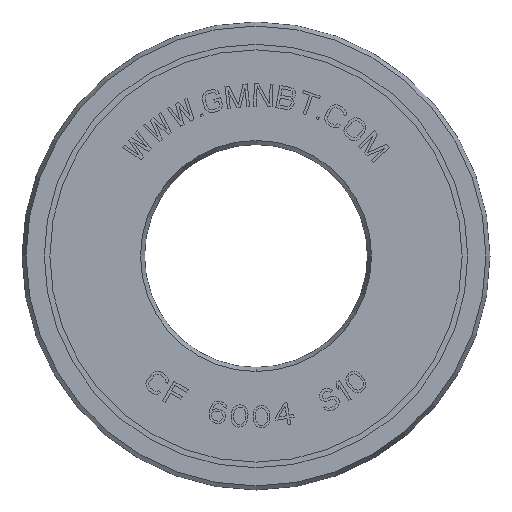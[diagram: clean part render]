
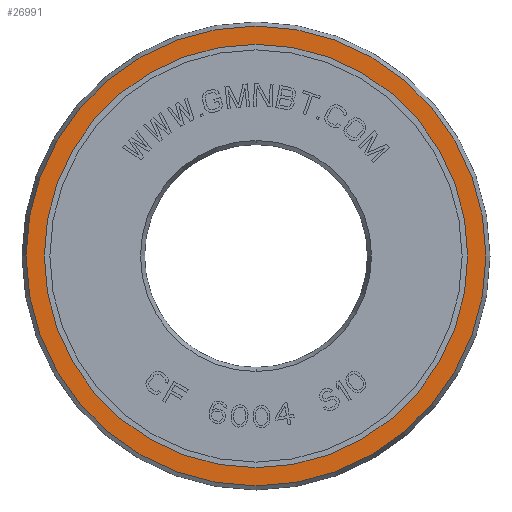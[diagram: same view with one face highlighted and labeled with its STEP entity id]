
A CAD part, front view. The second image highlights one B-rep face of the part: STEP entity #26991.
In plain terms, the highlighted planar face has unit normal (0, -1, 0).
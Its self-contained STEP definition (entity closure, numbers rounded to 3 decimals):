
#26510=CARTESIAN_POINT('',(0.,-3.,0.));
#26511=DIRECTION('',(0.,1.,0.));
#26512=DIRECTION('',(0.,0.,-1.));
#26513=AXIS2_PLACEMENT_3D('',#26510,#26511,#26512);
#26518=CARTESIAN_POINT('',(0.,-3.,0.));
#26519=DIRECTION('',(0.,-1.,0.));
#26520=DIRECTION('',(0.,0.,-1.));
#26521=AXIS2_PLACEMENT_3D('',#26518,#26519,#26520);
#26526=CARTESIAN_POINT('',(0.,-3.,0.));
#26527=DIRECTION('',(0.,-1.,0.));
#26528=DIRECTION('',(0.,0.,-1.));
#26529=AXIS2_PLACEMENT_3D('',#26526,#26527,#26528);
#26548=CARTESIAN_POINT('',(0.,-3.,0.));
#26549=DIRECTION('',(0.,1.,0.));
#26550=DIRECTION('',(0.,0.,-1.));
#26551=AXIS2_PLACEMENT_3D('',#26548,#26549,#26550);
#26587=CARTESIAN_POINT('',(0.,-3.,-19.));
#26589=VERTEX_POINT('',#26587);
#26590=CARTESIAN_POINT('',(0.,-3.,-20.636));
#26592=VERTEX_POINT('',#26590);
#26603=CARTESIAN_POINT('',(0.,-3.,19.));
#26605=VERTEX_POINT('',#26603);
#26606=CARTESIAN_POINT('',(0.,-3.,20.636));
#26608=VERTEX_POINT('',#26606);
#26976=CARTESIAN_POINT('',(0.,-3.,0.));
#26977=DIRECTION('',(0.,-1.,0.));
#26978=DIRECTION('',(0.,0.,1.));
#26979=AXIS2_PLACEMENT_3D('',#26976,#26977,#26978);
#26980=PLANE('',#26979);
#26982=ORIENTED_EDGE('',*,*,#26981,.F.);
#26984=ORIENTED_EDGE('',*,*,#26983,.T.);
#26985=EDGE_LOOP('',(#26982,#26984));
#26986=FACE_OUTER_BOUND('',#26985,.F.);
#26987=ORIENTED_EDGE('',*,*,#26969,.F.);
#26988=ORIENTED_EDGE('',*,*,#26958,.T.);
#26989=EDGE_LOOP('',(#26987,#26988));
#26990=FACE_BOUND('',#26989,.F.);
#26514=CIRCLE('',#26513,19.);
#26522=CIRCLE('',#26521,19.);
#26530=CIRCLE('',#26529,20.636);
#26552=CIRCLE('',#26551,20.636);
#26958=EDGE_CURVE('',#26589,#26605,#26522,.T.);
#26969=EDGE_CURVE('',#26589,#26605,#26514,.T.);
#26981=EDGE_CURVE('',#26592,#26608,#26530,.T.);
#26983=EDGE_CURVE('',#26592,#26608,#26552,.T.);
#26991=ADVANCED_FACE('',(#26986,#26990),#26980,.T.);
